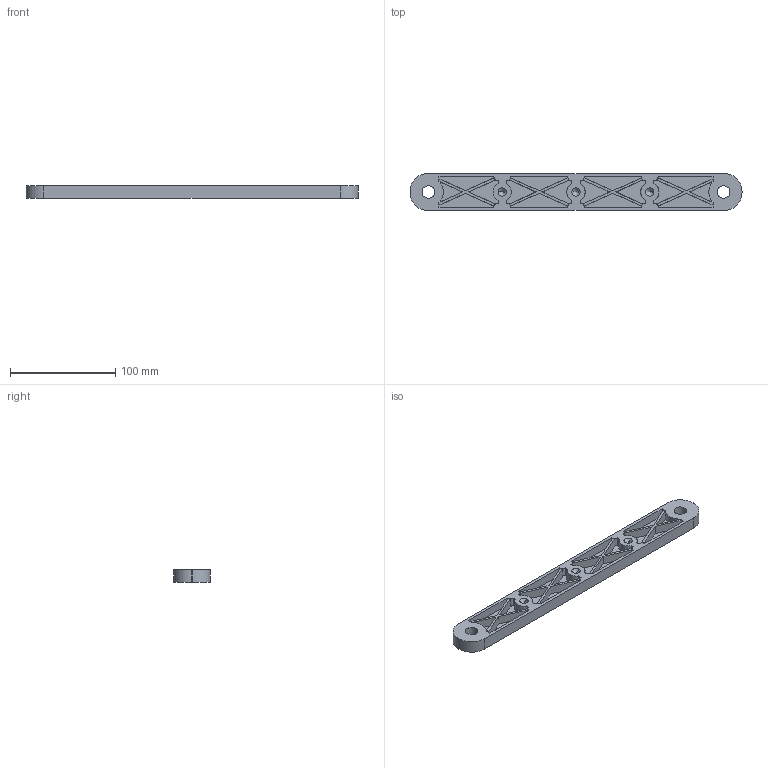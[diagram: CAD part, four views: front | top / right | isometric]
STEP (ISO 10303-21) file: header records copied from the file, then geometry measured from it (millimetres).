
FILE_DESCRIPTION (( 'STEP AP203' ), '1' );
FILE_NAME ('bras poussee_Défaut_sldprt.STEP', '2016-04-22T08:44:36', ( '' ), ( '' ), 'SwSTEP 2.0', 'SolidWorks 2014', '' );
FILE_SCHEMA (( 'CONFIG_CONTROL_DESIGN' ));
Length unit declared in the file: millimetre
Products named in the file (1): bras poussee_Défaut_sldprt
Bounding box: 315 x 35 x 12 mm (x, y, z)
Volume: 81379 mm3; surface area: 43305.6 mm2
Topology: 1 solids, 1 shells, 123 faces, 348 edges, 229 vertices
Faces by surface type: plane 83, cone 27, cylinder 13
Entity records: 4127 total; most frequent: CARTESIAN_POINT 887, ORIENTED_EDGE 684, DIRECTION 636, EDGE_CURVE 342, VERTEX_POINT 229, AXIS2_PLACEMENT_3D 222, VECTOR 192, LINE 192
